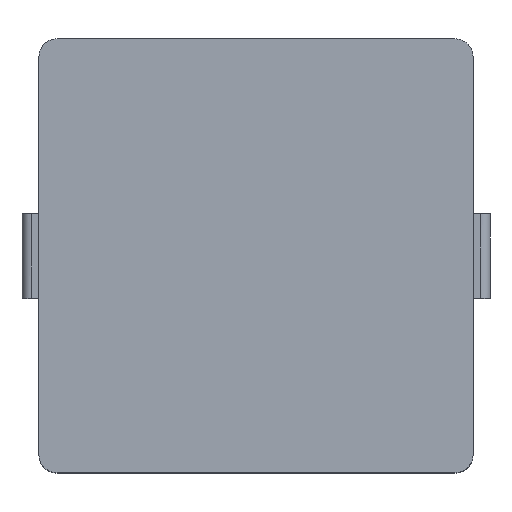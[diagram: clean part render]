
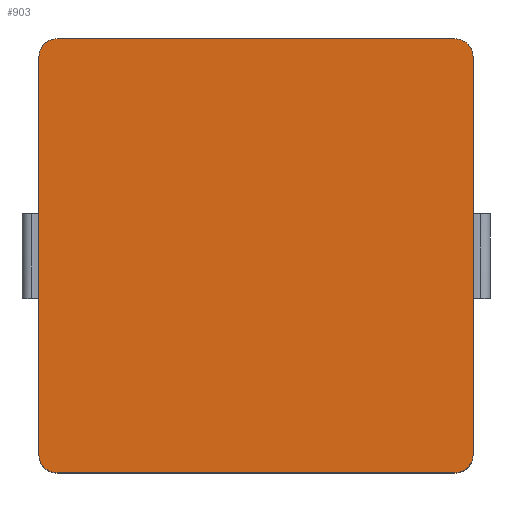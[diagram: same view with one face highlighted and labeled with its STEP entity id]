
A CAD part, top view. The second image highlights one B-rep face of the part: STEP entity #903.
In plain terms, the highlighted free-form (B-spline) face has degree [1, 1] with [2, 2] control points.
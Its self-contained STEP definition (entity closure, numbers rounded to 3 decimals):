
#296=CARTESIAN_POINT('',(431.669,360.913,4.7));
#297=VERTEX_POINT('',#296);
#304=CARTESIAN_POINT('',(432.204,360.378,4.7));
#305=VERTEX_POINT('',#304);
#311=CARTESIAN_POINT('',(432.204,360.378,4.7));
#312=CARTESIAN_POINT('',(431.669,360.378,4.7));
#313=CARTESIAN_POINT('',(431.669,360.913,4.7));
#314=(BOUNDED_CURVE()B_SPLINE_CURVE(2,(#311,#312,#313),.CIRCULAR_ARC.,.F.,.U.)B_SPLINE_CURVE_WITH_KNOTS((3,3),(0.,1.),.UNSPECIFIED.)CURVE()GEOMETRIC_REPRESENTATION_ITEM()RATIONAL_B_SPLINE_CURVE((1.,0.707,1.))REPRESENTATION_ITEM(''));
#315=EDGE_CURVE('',#305,#297,#314,.T.);
#327=CARTESIAN_POINT('',(443.934,360.378,4.7));
#328=VERTEX_POINT('',#327);
#334=CARTESIAN_POINT('',(443.934,360.378,4.7));
#335=CARTESIAN_POINT('',(432.204,360.378,4.7));
#336=B_SPLINE_CURVE_WITH_KNOTS('',1,(#334,#335),.POLYLINE_FORM.,.F.,.U.,(2,2),(0.,1.),.UNSPECIFIED.);
#337=EDGE_CURVE('',#328,#305,#336,.T.);
#363=CARTESIAN_POINT('',(444.469,360.913,4.7));
#364=VERTEX_POINT('',#363);
#370=CARTESIAN_POINT('',(444.469,360.913,4.7));
#371=CARTESIAN_POINT('',(444.469,360.378,4.7));
#372=CARTESIAN_POINT('',(443.934,360.378,4.7));
#373=(BOUNDED_CURVE()B_SPLINE_CURVE(2,(#370,#371,#372),.CIRCULAR_ARC.,.F.,.U.)B_SPLINE_CURVE_WITH_KNOTS((3,3),(0.,1.),.UNSPECIFIED.)CURVE()GEOMETRIC_REPRESENTATION_ITEM()RATIONAL_B_SPLINE_CURVE((1.,0.707,1.))REPRESENTATION_ITEM(''));
#374=EDGE_CURVE('',#364,#328,#373,.T.);
#563=CARTESIAN_POINT('',(444.469,372.643,4.7));
#564=VERTEX_POINT('',#563);
#571=CARTESIAN_POINT('',(443.934,373.178,4.7));
#572=VERTEX_POINT('',#571);
#578=CARTESIAN_POINT('',(443.934,373.178,4.7));
#579=CARTESIAN_POINT('',(444.469,373.178,4.7));
#580=CARTESIAN_POINT('',(444.469,372.643,4.7));
#581=(BOUNDED_CURVE()B_SPLINE_CURVE(2,(#578,#579,#580),.CIRCULAR_ARC.,.F.,.U.)B_SPLINE_CURVE_WITH_KNOTS((3,3),(0.,1.),.UNSPECIFIED.)CURVE()GEOMETRIC_REPRESENTATION_ITEM()RATIONAL_B_SPLINE_CURVE((1.,0.707,1.))REPRESENTATION_ITEM(''));
#582=EDGE_CURVE('',#572,#564,#581,.T.);
#594=CARTESIAN_POINT('',(432.204,373.178,4.7));
#595=VERTEX_POINT('',#594);
#601=CARTESIAN_POINT('',(432.204,373.178,4.7));
#602=CARTESIAN_POINT('',(443.934,373.178,4.7));
#603=B_SPLINE_CURVE_WITH_KNOTS('',1,(#601,#602),.POLYLINE_FORM.,.F.,.U.,(2,2),(0.,1.),.UNSPECIFIED.);
#604=EDGE_CURVE('',#595,#572,#603,.T.);
#630=CARTESIAN_POINT('',(431.669,372.643,4.7));
#631=VERTEX_POINT('',#630);
#637=CARTESIAN_POINT('',(431.669,372.643,4.7));
#638=CARTESIAN_POINT('',(431.669,373.178,4.7));
#639=CARTESIAN_POINT('',(432.204,373.178,4.7));
#640=(BOUNDED_CURVE()B_SPLINE_CURVE(2,(#637,#638,#639),.CIRCULAR_ARC.,.F.,.U.)B_SPLINE_CURVE_WITH_KNOTS((3,3),(0.,1.),.UNSPECIFIED.)CURVE()GEOMETRIC_REPRESENTATION_ITEM()RATIONAL_B_SPLINE_CURVE((1.,0.707,1.))REPRESENTATION_ITEM(''));
#641=EDGE_CURVE('',#631,#595,#640,.T.);
#829=CARTESIAN_POINT('',(444.469,372.643,4.7));
#830=CARTESIAN_POINT('',(444.469,360.913,4.7));
#831=B_SPLINE_CURVE_WITH_KNOTS('',1,(#829,#830),.POLYLINE_FORM.,.F.,.U.,(2,2),(0.,1.),.UNSPECIFIED.);
#832=EDGE_CURVE('',#564,#364,#831,.T.);
#853=CARTESIAN_POINT('',(431.669,360.913,4.7));
#854=CARTESIAN_POINT('',(431.669,372.643,4.7));
#855=B_SPLINE_CURVE_WITH_KNOTS('',1,(#853,#854),.POLYLINE_FORM.,.F.,.U.,(2,2),(0.,1.),.UNSPECIFIED.);
#856=EDGE_CURVE('',#297,#631,#855,.T.);
#888=CARTESIAN_POINT('',(429.018,375.829,4.7));
#889=CARTESIAN_POINT('',(447.12,375.829,4.7));
#890=CARTESIAN_POINT('',(429.018,357.727,4.7));
#891=CARTESIAN_POINT('',(447.12,357.727,4.7));
#892=B_SPLINE_SURFACE_WITH_KNOTS('',1,1,((#888,#889),(#890,#891)),.PLANE_SURF.,.F.,.F.,.U.,(2,2),(2,2),(0.,1.),(0.,1.),.UNSPECIFIED.);
#893=ORIENTED_EDGE('',*,*,#856,.F.);
#894=ORIENTED_EDGE('',*,*,#315,.F.);
#895=ORIENTED_EDGE('',*,*,#337,.F.);
#896=ORIENTED_EDGE('',*,*,#374,.F.);
#897=ORIENTED_EDGE('',*,*,#832,.F.);
#898=ORIENTED_EDGE('',*,*,#582,.F.);
#899=ORIENTED_EDGE('',*,*,#604,.F.);
#900=ORIENTED_EDGE('',*,*,#641,.F.);
#901=EDGE_LOOP('',(#893,#894,#895,#896,#897,#898,#899,#900));
#902=FACE_OUTER_BOUND('',#901,.T.);
#903=ADVANCED_FACE('',(#902),#892,.T.);
